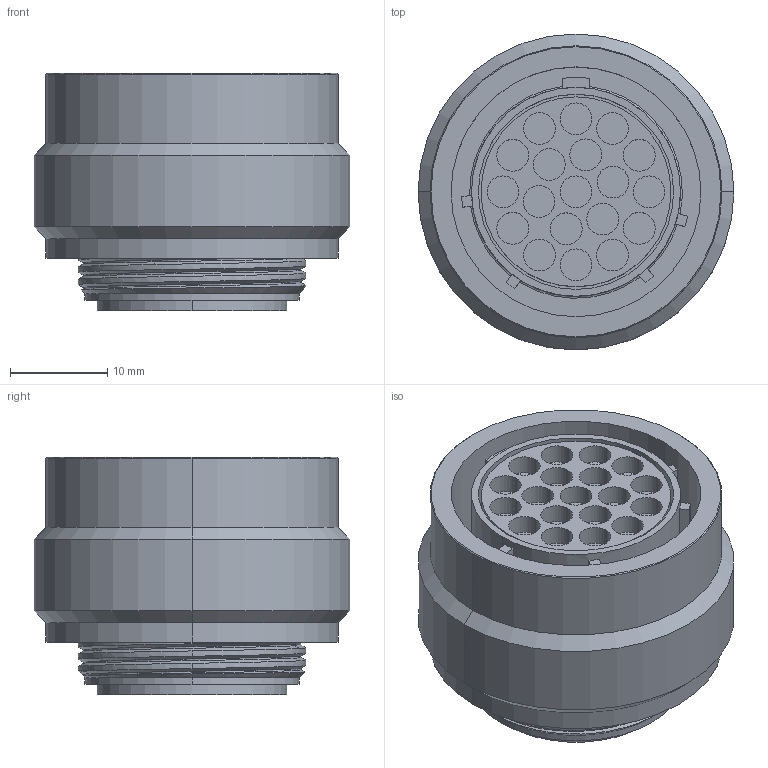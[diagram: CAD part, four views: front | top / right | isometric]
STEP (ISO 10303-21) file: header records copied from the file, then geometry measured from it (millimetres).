
FILE_DESCRIPTION((''),'2;1');
FILE_NAME('UT061619S-CAT_SW_ASM','2010-12-07T',('Gsineau'),(''),'PRO/ENGINEER BY PARAMETRIC TECHNOLOGY CORPORATION, 2010140','PRO/ENGINEER BY PARAMETRIC TECHNOLOGY CORPORATION, 2010140','');
FILE_SCHEMA(('CONFIG_CONTROL_DESIGN'));
Length unit declared in the file: inch
Products named in the file (1): UT061619S-CAT_SW_ASM
Bounding box: 32.45 x 32.45 x 24.41 mm (x, y, z)
Volume: 12237.1 mm3; surface area: 9794 mm2
Topology: 1 solids, 1 shells, 207 faces, 452 edges, 294 vertices
Faces by surface type: cylinder 116, plane 64, torus 11, cone 10, bspline 6
Entity records: 7849 total; most frequent: CARTESIAN_POINT 3104, DIRECTION 1060, ORIENTED_EDGE 904, EDGE_CURVE 452, AXIS2_PLACEMENT_3D 449, VERTEX_POINT 294, EDGE_LOOP 254, CIRCLE 247
